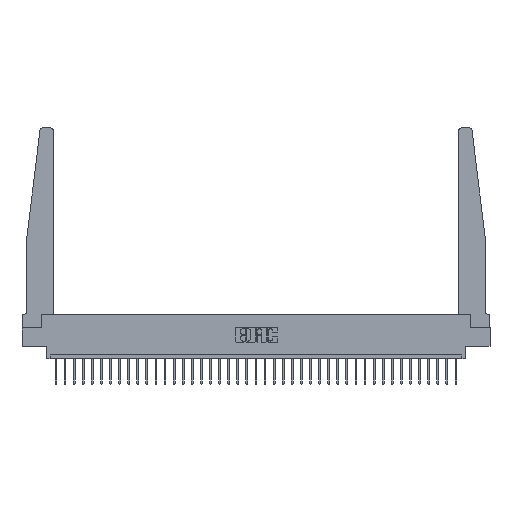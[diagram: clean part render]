
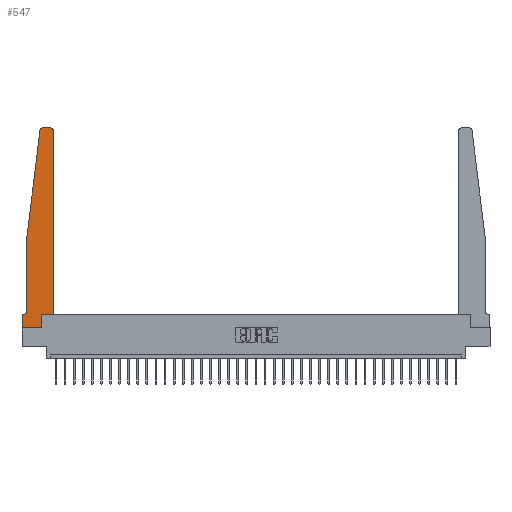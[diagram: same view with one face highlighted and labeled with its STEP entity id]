
A CAD part, top view. The second image highlights one B-rep face of the part: STEP entity #547.
In plain terms, the highlighted planar face has unit normal (0, 0, 1).
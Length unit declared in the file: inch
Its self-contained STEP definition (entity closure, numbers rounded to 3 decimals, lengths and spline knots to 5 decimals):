
#24 = DIRECTION ( 'NONE',  ( 1., 0., 0. ) ) ;
#238 = ORIENTED_EDGE ( 'NONE', *, *, #22137, .T. ) ;
#298 = CARTESIAN_POINT ( 'NONE',  ( 0., 0., 0.37 ) ) ;
#448 = VECTOR ( 'NONE', #26704, 39.37008 ) ;
#547 = ADVANCED_FACE ( 'NONE', ( #6790 ), #18266, .T. ) ;
#760 = CIRCLE ( 'NONE', #31200, 0.05 ) ;
#1075 = DIRECTION ( 'NONE',  ( -1., 0., 0. ) ) ;
#1326 = CARTESIAN_POINT ( 'NONE',  ( 0.065, 1.25, 0.37 ) ) ;
#1346 = EDGE_CURVE ( 'NONE', #18486, #14495, #15794, .T. ) ;
#1497 = VECTOR ( 'NONE', #18846, 39.37008 ) ;
#1893 = VERTEX_POINT ( 'NONE', #11673 ) ;
#2279 = DIRECTION ( 'NONE',  ( 1., 0., 0. ) ) ;
#3486 = ORIENTED_EDGE ( 'NONE', *, *, #18763, .T. ) ;
#3897 = VERTEX_POINT ( 'NONE', #15033 ) ;
#4174 = EDGE_CURVE ( 'NONE', #31566, #17341, #23067, .T. ) ;
#4290 = DIRECTION ( 'NONE',  ( 0., 1., 0. ) ) ;
#4547 = VERTEX_POINT ( 'NONE', #25983 ) ;
#4822 = VECTOR ( 'NONE', #29262, 39.37008 ) ;
#4967 = VECTOR ( 'NONE', #24, 39.37008 ) ;
#5436 = CARTESIAN_POINT ( 'NONE',  ( 0., 0.1875, 0.37 ) ) ;
#5855 = LINE ( 'NONE', #22250, #20378 ) ;
#6267 = CIRCLE ( 'NONE', #22401, 0.03 ) ;
#6475 = ORIENTED_EDGE ( 'NONE', *, *, #28021, .T. ) ;
#6520 = CARTESIAN_POINT ( 'NONE',  ( 0.015, 0.2375, 0.37 ) ) ;
#6539 = VERTEX_POINT ( 'NONE', #12278 ) ;
#6790 = FACE_OUTER_BOUND ( 'NONE', #12440, .T. ) ;
#9055 = CARTESIAN_POINT ( 'NONE',  ( 0.27653, 2.72, 0.37 ) ) ;
#9157 = DIRECTION ( 'NONE',  ( 0., 0., 1. ) ) ;
#9731 = AXIS2_PLACEMENT_3D ( 'NONE', #5436, #20689, #23238 ) ;
#9948 = DIRECTION ( 'NONE',  ( 0., 0., 1. ) ) ;
#10970 = ORIENTED_EDGE ( 'NONE', *, *, #31379, .T. ) ;
#11382 = VECTOR ( 'NONE', #2279, 39.37008 ) ;
#11633 = LINE ( 'NONE', #19830, #4967 ) ;
#11673 = CARTESIAN_POINT ( 'NONE',  ( 0.27653, 2.75, 0.37 ) ) ;
#11713 = CARTESIAN_POINT ( 'NONE',  ( 0., 0., 0.37 ) ) ;
#11858 = CARTESIAN_POINT ( 'NONE',  ( 0.065, 0.1875, 0.37 ) ) ;
#12278 = CARTESIAN_POINT ( 'NONE',  ( 0., 0.1875, 0.37 ) ) ;
#12440 = EDGE_LOOP ( 'NONE', ( #20317, #31551, #3486, #24643, #28903, #21269, #10970, #23703, #6475, #238, #18356, #19122 ) ) ;
#12455 = AXIS2_PLACEMENT_3D ( 'NONE', #24997, #9948, #14900 ) ;
#13238 = VECTOR ( 'NONE', #1075, 39.37008 ) ;
#14068 = VECTOR ( 'NONE', #29585, 39.37008 ) ;
#14093 = EDGE_CURVE ( 'NONE', #17341, #3897, #760, .T. ) ;
#14495 = VERTEX_POINT ( 'NONE', #28691 ) ;
#14900 = DIRECTION ( 'NONE',  ( 1., 0., 0. ) ) ;
#15033 = CARTESIAN_POINT ( 'NONE',  ( 0.015, 0.1875, 0.37 ) ) ;
#15302 = VECTOR ( 'NONE', #4290, 39.37008 ) ;
#15310 = CARTESIAN_POINT ( 'NONE',  ( 0.425, 0.18, 0.37 ) ) ;
#15665 = CARTESIAN_POINT ( 'NONE',  ( 0.065, 0.2375, 0.37 ) ) ;
#15749 = LINE ( 'NONE', #17289, #11382 ) ;
#15794 = CIRCLE ( 'NONE', #12455, 0.03 ) ;
#16096 = LINE ( 'NONE', #16783, #15302 ) ;
#16275 = VERTEX_POINT ( 'NONE', #15310 ) ;
#16783 = CARTESIAN_POINT ( 'NONE',  ( 0.425, 0.18, 0.37 ) ) ;
#16994 = DIRECTION ( 'NONE',  ( -0.122, -0.992, 0. ) ) ;
#17195 = CARTESIAN_POINT ( 'NONE',  ( 0.2605, 0.18, 0.37 ) ) ;
#17289 = CARTESIAN_POINT ( 'NONE',  ( 0., 0., 0.37 ) ) ;
#17341 = VERTEX_POINT ( 'NONE', #15665 ) ;
#18266 = PLANE ( 'NONE',  #9731 ) ;
#18356 = ORIENTED_EDGE ( 'NONE', *, *, #20335, .T. ) ;
#18486 = VERTEX_POINT ( 'NONE', #28103 ) ;
#18763 = EDGE_CURVE ( 'NONE', #4547, #31566, #5855, .T. ) ;
#18846 = DIRECTION ( 'NONE',  ( 0., -1., 0. ) ) ;
#19122 = ORIENTED_EDGE ( 'NONE', *, *, #1346, .T. ) ;
#19260 = EDGE_CURVE ( 'NONE', #1893, #4547, #6267, .T. ) ;
#19554 = VERTEX_POINT ( 'NONE', #298 ) ;
#19609 = VERTEX_POINT ( 'NONE', #25084 ) ;
#19830 = CARTESIAN_POINT ( 'NONE',  ( 0.425, 0.18, 0.37 ) ) ;
#19900 = EDGE_CURVE ( 'NONE', #3897, #6539, #29056, .T. ) ;
#20317 = ORIENTED_EDGE ( 'NONE', *, *, #28479, .T. ) ;
#20335 = EDGE_CURVE ( 'NONE', #16275, #18486, #16096, .T. ) ;
#20378 = VECTOR ( 'NONE', #16994, 39.37008 ) ;
#20689 = DIRECTION ( 'NONE',  ( 0., 0., 1. ) ) ;
#21269 = ORIENTED_EDGE ( 'NONE', *, *, #19900, .T. ) ;
#22003 = DIRECTION ( 'NONE',  ( -1., 0., 0. ) ) ;
#22137 = EDGE_CURVE ( 'NONE', #29665, #16275, #11633, .T. ) ;
#22250 = CARTESIAN_POINT ( 'NONE',  ( 0.065, 1.25, 0.37 ) ) ;
#22401 = AXIS2_PLACEMENT_3D ( 'NONE', #9055, #9157, #31427 ) ;
#22997 = CARTESIAN_POINT ( 'NONE',  ( 0.065, 1.25, 0.37 ) ) ;
#23067 = LINE ( 'NONE', #1326, #1497 ) ;
#23238 = DIRECTION ( 'NONE',  ( 1., 0., 0. ) ) ;
#23703 = ORIENTED_EDGE ( 'NONE', *, *, #26401, .T. ) ;
#24070 = LINE ( 'NONE', #11713, #4822 ) ;
#24643 = ORIENTED_EDGE ( 'NONE', *, *, #4174, .T. ) ;
#24997 = CARTESIAN_POINT ( 'NONE',  ( 0.395, 2.72, 0.37 ) ) ;
#25084 = CARTESIAN_POINT ( 'NONE',  ( 0.2605, 0., 0.37 ) ) ;
#25983 = CARTESIAN_POINT ( 'NONE',  ( 0.24675, 2.72367, 0.37 ) ) ;
#26401 = EDGE_CURVE ( 'NONE', #19554, #19609, #15749, .T. ) ;
#26704 = DIRECTION ( 'NONE',  ( -1., 0., 0. ) ) ;
#26954 = DIRECTION ( 'NONE',  ( 0., 0., -1. ) ) ;
#27803 = LINE ( 'NONE', #17195, #14068 ) ;
#28021 = EDGE_CURVE ( 'NONE', #19609, #29665, #27803, .T. ) ;
#28103 = CARTESIAN_POINT ( 'NONE',  ( 0.425, 2.72, 0.37 ) ) ;
#28479 = EDGE_CURVE ( 'NONE', #14495, #1893, #32464, .T. ) ;
#28691 = CARTESIAN_POINT ( 'NONE',  ( 0.395, 2.75, 0.37 ) ) ;
#28903 = ORIENTED_EDGE ( 'NONE', *, *, #14093, .T. ) ;
#29056 = LINE ( 'NONE', #11858, #448 ) ;
#29262 = DIRECTION ( 'NONE',  ( 0., -1., 0. ) ) ;
#29368 = CARTESIAN_POINT ( 'NONE',  ( 0.2605, 0.18, 0.37 ) ) ;
#29585 = DIRECTION ( 'NONE',  ( 0., 1., 0. ) ) ;
#29665 = VERTEX_POINT ( 'NONE', #29368 ) ;
#31190 = CARTESIAN_POINT ( 'NONE',  ( 0.25, 2.75, 0.37 ) ) ;
#31200 = AXIS2_PLACEMENT_3D ( 'NONE', #6520, #26954, #22003 ) ;
#31379 = EDGE_CURVE ( 'NONE', #6539, #19554, #24070, .T. ) ;
#31427 = DIRECTION ( 'NONE',  ( 1., 0., 0. ) ) ;
#31551 = ORIENTED_EDGE ( 'NONE', *, *, #19260, .T. ) ;
#31566 = VERTEX_POINT ( 'NONE', #22997 ) ;
#32464 = LINE ( 'NONE', #31190, #13238 ) ;
